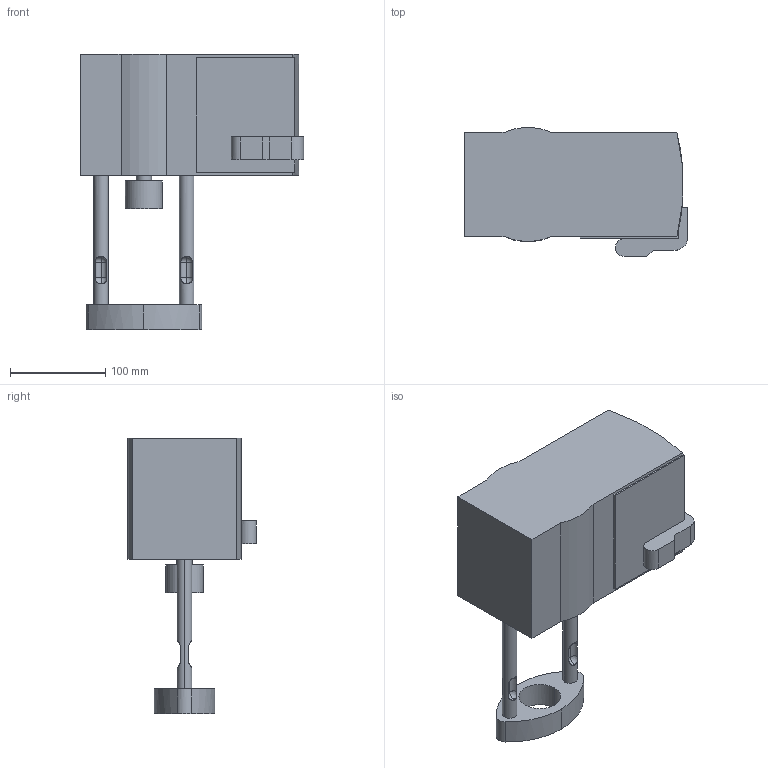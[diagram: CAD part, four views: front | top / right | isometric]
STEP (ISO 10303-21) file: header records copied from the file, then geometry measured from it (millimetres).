
FILE_DESCRIPTION(('CATIA V5 STEP Exchange','CAx-IF Rec.Pracs.--- Model Styling and Organization---1.4--- 2014-01-23','CAx-IF Rec.Pracs.---3D Tessellated Data Validation Properties---0.5---2014-09-14'),'2;1');
FILE_NAME('STEP_636034_-_TST.stp','2021-06-07T12:06:43+00:00',('none'),('none'),'CATIA Version 5-6 Release 2019 SP3','CATIA V5 STEP AP242 v1','none');
FILE_SCHEMA(('AP242_MANAGED_MODEL_BASED_3D_ENGINEERING_MIM_LF {1 0 10303 442 1 1 4}'));
Length unit declared in the file: millimetre
Products named in the file (1): 636034 - TST
Bounding box: 234.55 x 135.3 x 289 mm (x, y, z)
Volume: 3472504 mm3; surface area: 179274.7 mm2
Topology: 1 solids, 1 shells, 85 faces, 273 edges, 162 vertices
Faces by surface type: sphere 32, cylinder 29, plane 24
Entity records: 3002 total; most frequent: CARTESIAN_POINT 1043, ORIENTED_EDGE 482, DIRECTION 263, EDGE_CURVE 241, VERTEX_POINT 162, AXIS2_PLACEMENT_3D 127, EDGE_LOOP 97, B_SPLINE_CURVE_WITH_KNOTS 86
